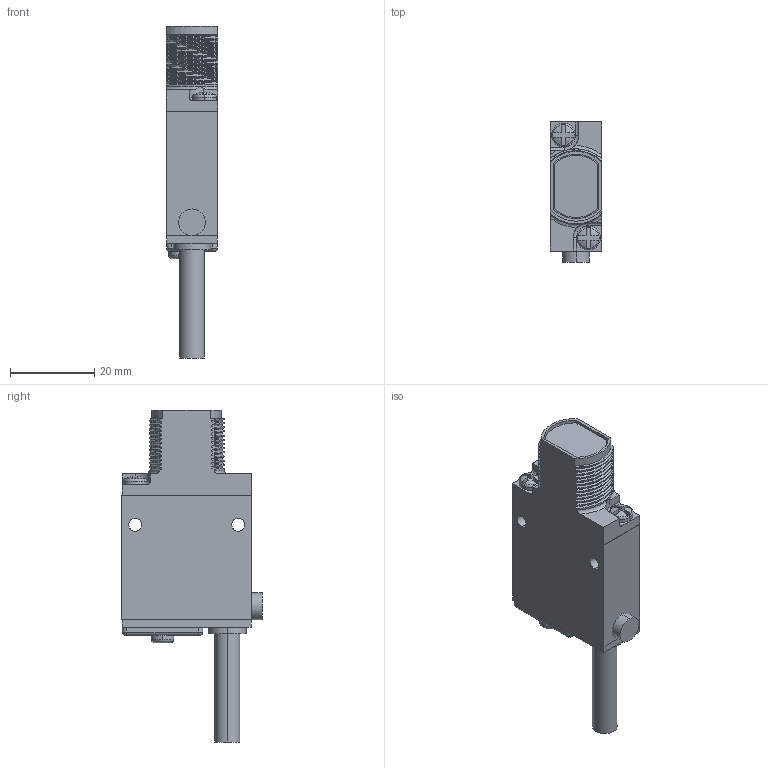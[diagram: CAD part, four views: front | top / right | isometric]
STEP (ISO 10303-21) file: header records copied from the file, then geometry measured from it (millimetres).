
FILE_DESCRIPTION((''),'2;1');
FILE_NAME('154459_ASM','2016-04-06T',('PDMAdmin'),(''),'PRO/ENGINEER BY PARAMETRIC TECHNOLOGY CORPORATION, 2013230','PRO/ENGINEER BY PARAMETRIC TECHNOLOGY CORPORATION, 2013230','');
FILE_SCHEMA(('CONFIG_CONTROL_DESIGN'));
Length unit declared in the file: inch
Products named in the file (12): 12833; 139097; 12969; 10153_ASM; 08389; 12778; 09460_WEB; 12777; 12802; 12881; 49802_ASM; 154459_ASM
Assembly tree (12 placements, depth 3):
  154459_ASM
    12833
    10153_ASM
      139097
      12969
    08389  x2
    12778
    09460_WEB
    49802_ASM
      12777
      12802
      12881
Bounding box: 12.09 x 33.27 x 78.6 mm (x, y, z)
Volume: 7502.1 mm3; surface area: 13390.4 mm2
Topology: 10 solids, 11 shells, 609 faces, 1611 edges, 1046 vertices
Faces by surface type: plane 250, cylinder 218, bspline 94, torus 25, cone 14, sphere 8
Entity records: 37788 total; most frequent: CARTESIAN_POINT 23425, ORIENTED_EDGE 3090, DIRECTION 2722, EDGE_CURVE 1547, VERTEX_POINT 1004, AXIS2_PLACEMENT_3D 953, VECTOR 816, LINE 816
